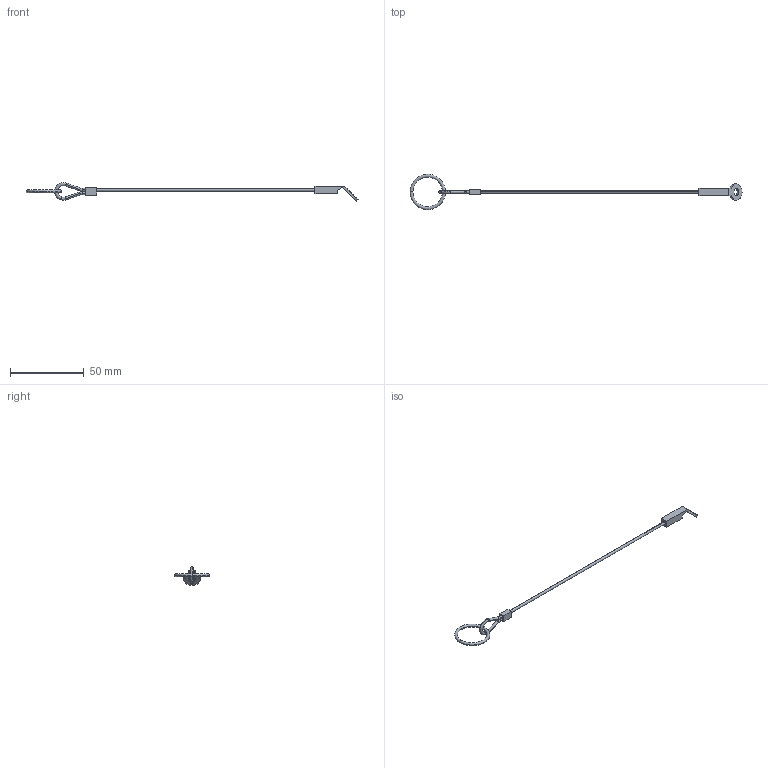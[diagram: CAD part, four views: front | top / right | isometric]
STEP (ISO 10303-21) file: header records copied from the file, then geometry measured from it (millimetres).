
FILE_DESCRIPTION(('STEP AP214'),'1');
FILE_NAME('HALDERN_EH_22400_0946.stp','2017-11-08T12:40:49',('TraceParts'),('TraceParts S.A.'),'Spatial InterOp 3D',' ',' ');
FILE_SCHEMA(('automotive_design'));
Length unit declared in the file: millimetre
Products named in the file (3): HALDERN_EH_22400_0946_1; HALDERN_EH_22400_0946_2; HALDERN_EH_22400_0946_3
Bounding box: 225.38 x 24 x 12.75 mm (x, y, z)
Volume: 1508.2 mm3; surface area: 2468.2 mm2
Topology: 3 solids, 3 shells, 42 faces, 107 edges, 70 vertices
Faces by surface type: plane 16, cylinder 14, torus 12
Entity records: 1952 total; most frequent: DIRECTION 257, CARTESIAN_POINT 222, ORIENTED_EDGE 214, EDGE_CURVE 107, AXIS2_PLACEMENT_3D 105, STYLED_ITEM 95, PRESENTATION_STYLE_ASSIGNMENT 95, COLOUR_RGB 95
